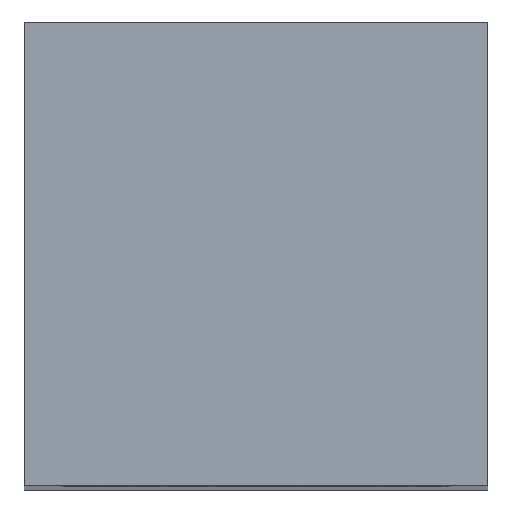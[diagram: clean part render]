
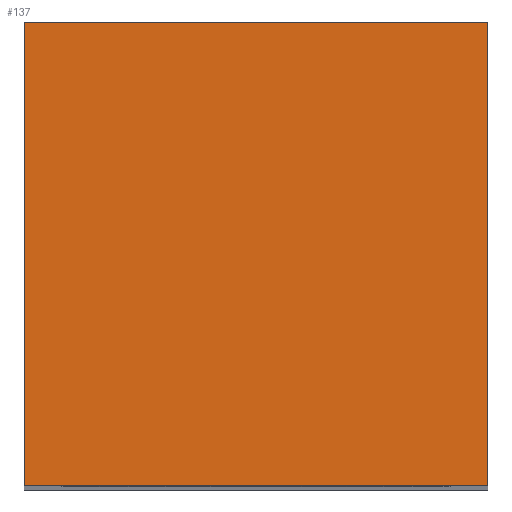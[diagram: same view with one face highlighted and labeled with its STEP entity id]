
A CAD part, top view. The second image highlights one B-rep face of the part: STEP entity #137.
In plain terms, the highlighted planar face has unit normal (0, 0, 1).
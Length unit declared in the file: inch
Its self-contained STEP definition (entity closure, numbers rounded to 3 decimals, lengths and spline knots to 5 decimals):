
#7 = LINE ( 'NONE', #627, #333 ) ;
#35 = EDGE_CURVE ( 'NONE', #458, #110, #7, .T. ) ;
#43 = VERTEX_POINT ( 'NONE', #671 ) ;
#95 = EDGE_LOOP ( 'NONE', ( #544, #141, #633, #410 ) ) ;
#105 = PLANE ( 'NONE',  #197 ) ;
#110 = VERTEX_POINT ( 'NONE', #192 ) ;
#119 = CARTESIAN_POINT ( 'NONE',  ( -0.15748, -0.15748, 0. ) ) ;
#120 = VECTOR ( 'NONE', #393, 39.37008 ) ;
#137 = ADVANCED_FACE ( 'NONE', ( #449 ), #105, .F. ) ;
#141 = ORIENTED_EDGE ( 'NONE', *, *, #621, .F. ) ;
#169 = EDGE_CURVE ( 'NONE', #110, #639, #587, .T. ) ;
#192 = CARTESIAN_POINT ( 'NONE',  ( -0.15748, 0.15748, 0. ) ) ;
#197 = AXIS2_PLACEMENT_3D ( 'NONE', #465, #312, #311 ) ;
#205 = DIRECTION ( 'NONE',  ( 1., 0., 0. ) ) ;
#220 = VECTOR ( 'NONE', #205, 39.37008 ) ;
#252 = LINE ( 'NONE', #389, #120 ) ;
#311 = DIRECTION ( 'NONE',  ( -1., 0., 0. ) ) ;
#312 = DIRECTION ( 'NONE',  ( 0., 0., -1. ) ) ;
#333 = VECTOR ( 'NONE', #364, 39.37008 ) ;
#336 = CARTESIAN_POINT ( 'NONE',  ( 0.15748, 0.15748, 0. ) ) ;
#341 = CARTESIAN_POINT ( 'NONE',  ( 0.15748, 0.15748, 0. ) ) ;
#364 = DIRECTION ( 'NONE',  ( 0., 1., 0. ) ) ;
#367 = CARTESIAN_POINT ( 'NONE',  ( 0.15748, 0.15748, 0. ) ) ;
#389 = CARTESIAN_POINT ( 'NONE',  ( 0.15748, -0.15748, 0. ) ) ;
#393 = DIRECTION ( 'NONE',  ( -1., 0., 0. ) ) ;
#410 = ORIENTED_EDGE ( 'NONE', *, *, #169, .F. ) ;
#449 = FACE_OUTER_BOUND ( 'NONE', #95, .T. ) ;
#458 = VERTEX_POINT ( 'NONE', #119 ) ;
#465 = CARTESIAN_POINT ( 'NONE',  ( 0.15748, 0.15748, 0. ) ) ;
#515 = VECTOR ( 'NONE', #595, 39.37008 ) ;
#544 = ORIENTED_EDGE ( 'NONE', *, *, #35, .F. ) ;
#587 = LINE ( 'NONE', #367, #220 ) ;
#595 = DIRECTION ( 'NONE',  ( 0., -1., 0. ) ) ;
#609 = EDGE_CURVE ( 'NONE', #639, #43, #672, .T. ) ;
#621 = EDGE_CURVE ( 'NONE', #43, #458, #252, .T. ) ;
#627 = CARTESIAN_POINT ( 'NONE',  ( -0.15748, 0.15748, 0. ) ) ;
#633 = ORIENTED_EDGE ( 'NONE', *, *, #609, .F. ) ;
#639 = VERTEX_POINT ( 'NONE', #341 ) ;
#671 = CARTESIAN_POINT ( 'NONE',  ( 0.15748, -0.15748, 0. ) ) ;
#672 = LINE ( 'NONE', #336, #515 ) ;
